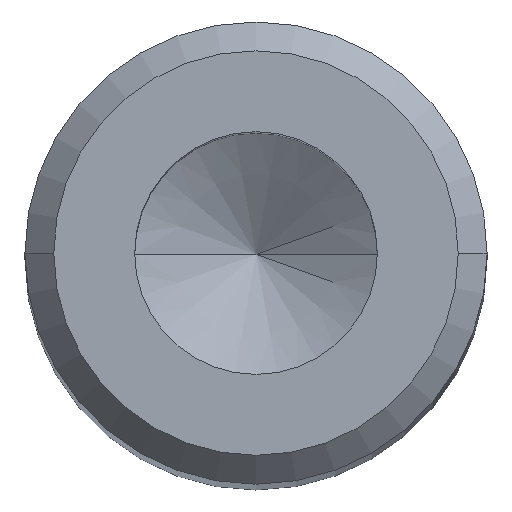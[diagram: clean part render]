
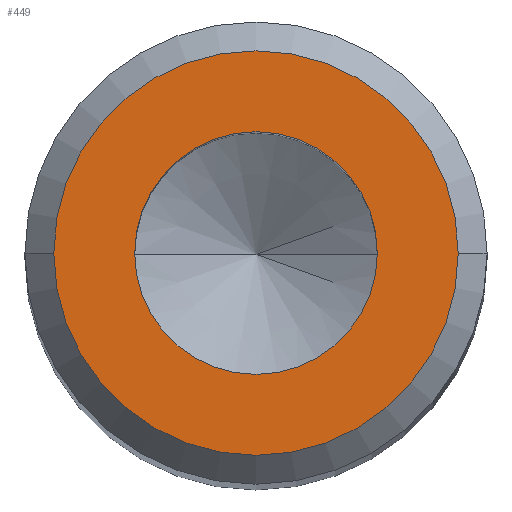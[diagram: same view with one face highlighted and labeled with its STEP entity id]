
A CAD part, top view. The second image highlights one B-rep face of the part: STEP entity #449.
In plain terms, the highlighted planar face has unit normal (0, 0, 1).
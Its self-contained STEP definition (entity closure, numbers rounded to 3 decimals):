
#22 = CIRCLE ( 'NONE', #309, 3.5 ) ;
#25 = VERTEX_POINT ( 'NONE', #553 ) ;
#34 = CARTESIAN_POINT ( 'NONE',  ( 0., 0., 0. ) ) ;
#36 = CARTESIAN_POINT ( 'NONE',  ( -2.1, 0., 0. ) ) ;
#37 = ORIENTED_EDGE ( 'NONE', *, *, #158, .F. ) ;
#39 = AXIS2_PLACEMENT_3D ( 'NONE', #246, #457, #293 ) ;
#45 = CARTESIAN_POINT ( 'NONE',  ( -3.5, 0., 0. ) ) ;
#61 = VERTEX_POINT ( 'NONE', #45 ) ;
#79 = CIRCLE ( 'NONE', #39, 2.1 ) ;
#80 = VERTEX_POINT ( 'NONE', #239 ) ;
#99 = CIRCLE ( 'NONE', #367, 2.1 ) ;
#127 = EDGE_CURVE ( 'NONE', #80, #61, #489, .T. ) ;
#129 = PLANE ( 'NONE',  #264 ) ;
#144 = FACE_OUTER_BOUND ( 'NONE', #432, .T. ) ;
#158 = EDGE_CURVE ( 'NONE', #25, #492, #99, .T. ) ;
#160 = EDGE_LOOP ( 'NONE', ( #37, #350 ) ) ;
#168 = ORIENTED_EDGE ( 'NONE', *, *, #127, .T. ) ;
#174 = DIRECTION ( 'NONE',  ( 1., 0., 0. ) ) ;
#186 = CARTESIAN_POINT ( 'NONE',  ( 0., 0., 0. ) ) ;
#217 = DIRECTION ( 'NONE',  ( 1., 0., 0. ) ) ;
#239 = CARTESIAN_POINT ( 'NONE',  ( 3.5, 0., 0. ) ) ;
#246 = CARTESIAN_POINT ( 'NONE',  ( 0., 0., 0. ) ) ;
#264 = AXIS2_PLACEMENT_3D ( 'NONE', #310, #583, #545 ) ;
#293 = DIRECTION ( 'NONE',  ( 1., 0., 0. ) ) ;
#309 = AXIS2_PLACEMENT_3D ( 'NONE', #34, #475, #217 ) ;
#310 = CARTESIAN_POINT ( 'NONE',  ( 0., 0., 0. ) ) ;
#326 = EDGE_CURVE ( 'NONE', #61, #80, #22, .T. ) ;
#350 = ORIENTED_EDGE ( 'NONE', *, *, #555, .F. ) ;
#355 = CARTESIAN_POINT ( 'NONE',  ( 0., 0., 0. ) ) ;
#367 = AXIS2_PLACEMENT_3D ( 'NONE', #355, #544, #446 ) ;
#432 = EDGE_LOOP ( 'NONE', ( #439, #168 ) ) ;
#434 = AXIS2_PLACEMENT_3D ( 'NONE', #186, #578, #174 ) ;
#439 = ORIENTED_EDGE ( 'NONE', *, *, #326, .T. ) ;
#440 = FACE_BOUND ( 'NONE', #160, .T. ) ;
#446 = DIRECTION ( 'NONE',  ( 1., 0., 0. ) ) ;
#449 = ADVANCED_FACE ( 'NONE', ( #440, #144 ), #129, .T. ) ;
#457 = DIRECTION ( 'NONE',  ( 0., 0., 1. ) ) ;
#475 = DIRECTION ( 'NONE',  ( 0., 0., 1. ) ) ;
#489 = CIRCLE ( 'NONE', #434, 3.5 ) ;
#492 = VERTEX_POINT ( 'NONE', #36 ) ;
#544 = DIRECTION ( 'NONE',  ( 0., 0., 1. ) ) ;
#545 = DIRECTION ( 'NONE',  ( 1., 0., 0. ) ) ;
#553 = CARTESIAN_POINT ( 'NONE',  ( 2.1, 0., 0. ) ) ;
#555 = EDGE_CURVE ( 'NONE', #492, #25, #79, .T. ) ;
#578 = DIRECTION ( 'NONE',  ( 0., 0., 1. ) ) ;
#583 = DIRECTION ( 'NONE',  ( 0., 0., 1. ) ) ;
